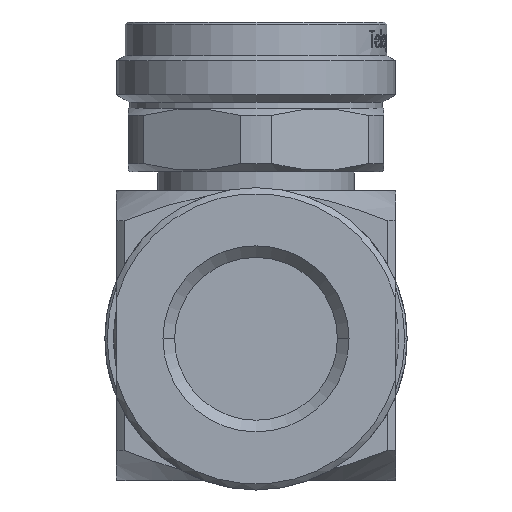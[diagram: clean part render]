
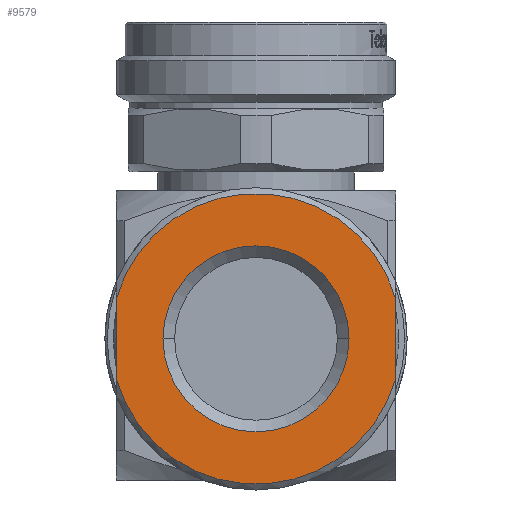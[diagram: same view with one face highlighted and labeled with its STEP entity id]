
A CAD part, front view. The second image highlights one B-rep face of the part: STEP entity #9579.
In plain terms, the highlighted planar face has unit normal (0, -1, 0).
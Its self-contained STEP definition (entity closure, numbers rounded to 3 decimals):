
#11 = DIRECTION ( 'NONE',  ( 1., 0., 0. ) ) ;
#753 = EDGE_CURVE ( 'NONE', #9260, #12548, #18628, .T. ) ;
#1038 = EDGE_CURVE ( 'NONE', #10949, #8639, #10801, .T. ) ;
#1154 = DIRECTION ( 'NONE',  ( 1., 0., 0. ) ) ;
#1640 = CARTESIAN_POINT ( 'NONE',  ( -12., -48.35, -23.75 ) ) ;
#1835 = CARTESIAN_POINT ( 'NONE',  ( -12., -48.35, -30.75 ) ) ;
#2065 = DIRECTION ( 'NONE',  ( 1., 0., 0. ) ) ;
#2140 = DIRECTION ( 'NONE',  ( 0., 1., 0. ) ) ;
#2322 = CARTESIAN_POINT ( 'NONE',  ( 0., -48.35, -40.25 ) ) ;
#2603 = DIRECTION ( 'NONE',  ( 0., 1., 0. ) ) ;
#2610 = AXIS2_PLACEMENT_3D ( 'NONE', #16168, #13070, #11 ) ;
#4042 = CIRCLE ( 'NONE', #2610, 8. ) ;
#4375 = AXIS2_PLACEMENT_3D ( 'NONE', #2322, #2603, #1154 ) ;
#4523 = AXIS2_PLACEMENT_3D ( 'NONE', #13371, #8428, #2065 ) ;
#4762 = CIRCLE ( 'NONE', #6688, 12.5 ) ;
#5349 = EDGE_LOOP ( 'NONE', ( #18840, #6714 ) ) ;
#5448 = DIRECTION ( 'NONE',  ( 1., 0., 0. ) ) ;
#5927 = CARTESIAN_POINT ( 'NONE',  ( -8., -48.35, -27.25 ) ) ;
#5951 = ORIENTED_EDGE ( 'NONE', *, *, #20351, .T. ) ;
#6145 = ORIENTED_EDGE ( 'NONE', *, *, #753, .T. ) ;
#6688 = AXIS2_PLACEMENT_3D ( 'NONE', #10489, #12186, #5448 ) ;
#6714 = ORIENTED_EDGE ( 'NONE', *, *, #9793, .T. ) ;
#7462 = DIRECTION ( 'NONE',  ( 0., 0., -1. ) ) ;
#8014 = CARTESIAN_POINT ( 'NONE',  ( 12., -48.35, -32.25 ) ) ;
#8428 = DIRECTION ( 'NONE',  ( 0., -1., 0. ) ) ;
#8639 = VERTEX_POINT ( 'NONE', #17206 ) ;
#8961 = EDGE_CURVE ( 'NONE', #20797, #11862, #10606, .T. ) ;
#9163 = CARTESIAN_POINT ( 'NONE',  ( 8., -48.35, -27.25 ) ) ;
#9260 = VERTEX_POINT ( 'NONE', #1640 ) ;
#9579 = ADVANCED_FACE ( 'NONE', ( #20625, #18118 ), #13498, .F. ) ;
#9793 = EDGE_CURVE ( 'NONE', #11862, #20797, #4042, .T. ) ;
#10489 = CARTESIAN_POINT ( 'NONE',  ( 0., -48.35, -27.25 ) ) ;
#10606 = CIRCLE ( 'NONE', #20316, 8. ) ;
#10801 = LINE ( 'NONE', #8014, #13330 ) ;
#10811 = EDGE_CURVE ( 'NONE', #8639, #9260, #4762, .T. ) ;
#10949 = VERTEX_POINT ( 'NONE', #19033 ) ;
#11751 = CARTESIAN_POINT ( 'NONE',  ( 0., -48.35, -27.25 ) ) ;
#11862 = VERTEX_POINT ( 'NONE', #9163 ) ;
#12035 = ORIENTED_EDGE ( 'NONE', *, *, #1038, .T. ) ;
#12186 = DIRECTION ( 'NONE',  ( 0., -1., 0. ) ) ;
#12349 = CIRCLE ( 'NONE', #4523, 12.5 ) ;
#12548 = VERTEX_POINT ( 'NONE', #1835 ) ;
#12607 = DIRECTION ( 'NONE',  ( 0., 0., 1. ) ) ;
#13070 = DIRECTION ( 'NONE',  ( 0., 1., 0. ) ) ;
#13330 = VECTOR ( 'NONE', #12607, 1000. ) ;
#13371 = CARTESIAN_POINT ( 'NONE',  ( 0., -48.35, -27.25 ) ) ;
#13386 = DIRECTION ( 'NONE',  ( 1., 0., 0. ) ) ;
#13498 = PLANE ( 'NONE',  #4375 ) ;
#16168 = CARTESIAN_POINT ( 'NONE',  ( 0., -48.35, -27.25 ) ) ;
#17108 = CARTESIAN_POINT ( 'NONE',  ( -12., -48.35, -32.25 ) ) ;
#17206 = CARTESIAN_POINT ( 'NONE',  ( 12., -48.35, -23.75 ) ) ;
#18118 = FACE_OUTER_BOUND ( 'NONE', #19291, .T. ) ;
#18545 = ORIENTED_EDGE ( 'NONE', *, *, #10811, .T. ) ;
#18628 = LINE ( 'NONE', #17108, #19122 ) ;
#18840 = ORIENTED_EDGE ( 'NONE', *, *, #8961, .T. ) ;
#19033 = CARTESIAN_POINT ( 'NONE',  ( 12., -48.35, -30.75 ) ) ;
#19122 = VECTOR ( 'NONE', #7462, 1000. ) ;
#19291 = EDGE_LOOP ( 'NONE', ( #5951, #12035, #18545, #6145 ) ) ;
#20316 = AXIS2_PLACEMENT_3D ( 'NONE', #11751, #2140, #13386 ) ;
#20351 = EDGE_CURVE ( 'NONE', #12548, #10949, #12349, .T. ) ;
#20625 = FACE_BOUND ( 'NONE', #5349, .T. ) ;
#20797 = VERTEX_POINT ( 'NONE', #5927 ) ;
